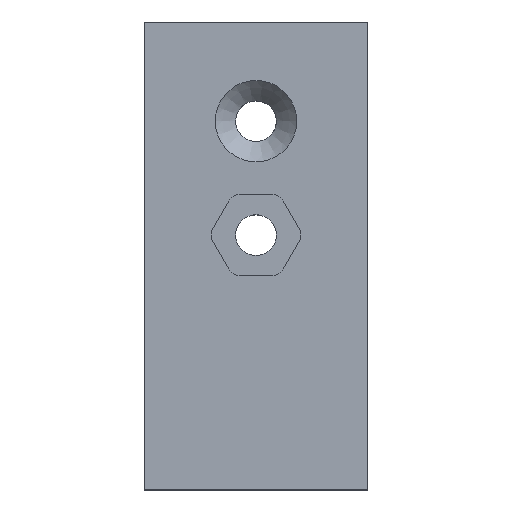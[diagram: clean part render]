
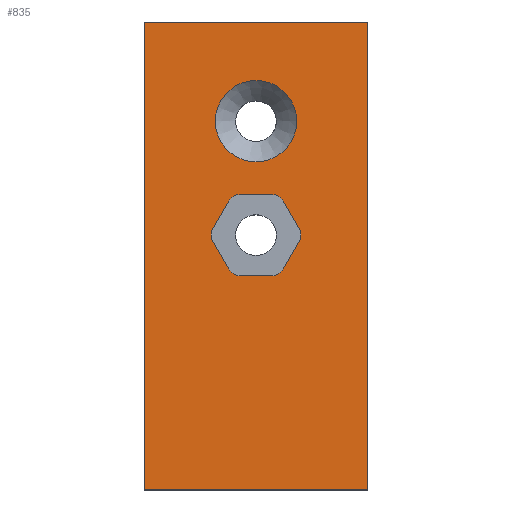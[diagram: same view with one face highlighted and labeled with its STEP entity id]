
A CAD part, top view. The second image highlights one B-rep face of the part: STEP entity #835.
In plain terms, the highlighted planar face has unit normal (0, 0, 1).
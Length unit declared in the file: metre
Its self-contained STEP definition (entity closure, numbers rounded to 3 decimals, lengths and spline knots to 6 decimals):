
#54=LINE('',#1244,#130);
#59=LINE('',#1266,#135);
#74=LINE('',#1321,#150);
#79=LINE('',#1341,#155);
#82=LINE('',#1347,#158);
#83=LINE('',#1352,#159);
#84=LINE('',#1356,#160);
#85=LINE('',#1361,#161);
#86=LINE('',#1365,#162);
#87=LINE('',#1370,#163);
#130=VECTOR('',#988,1.);
#135=VECTOR('',#995,1.);
#150=VECTOR('',#1040,1.);
#155=VECTOR('',#1059,1.);
#158=VECTOR('',#1064,1.);
#159=VECTOR('',#1067,1.);
#160=VECTOR('',#1070,1.);
#161=VECTOR('',#1075,1.);
#162=VECTOR('',#1078,1.);
#163=VECTOR('',#1083,1.);
#259=ORIENTED_EDGE('',*,*,#495,.T.);
#260=ORIENTED_EDGE('',*,*,#496,.F.);
#261=ORIENTED_EDGE('',*,*,#497,.T.);
#262=ORIENTED_EDGE('',*,*,#498,.F.);
#263=ORIENTED_EDGE('',*,*,#499,.T.);
#264=ORIENTED_EDGE('',*,*,#500,.F.);
#265=ORIENTED_EDGE('',*,*,#492,.T.);
#266=ORIENTED_EDGE('',*,*,#501,.F.);
#267=ORIENTED_EDGE('',*,*,#502,.T.);
#268=ORIENTED_EDGE('',*,*,#503,.F.);
#269=ORIENTED_EDGE('',*,*,#504,.T.);
#270=ORIENTED_EDGE('',*,*,#505,.F.);
#271=ORIENTED_EDGE('',*,*,#506,.T.);
#272=ORIENTED_EDGE('',*,*,#449,.F.);
#273=ORIENTED_EDGE('',*,*,#456,.F.);
#274=ORIENTED_EDGE('',*,*,#507,.T.);
#275=ORIENTED_EDGE('',*,*,#482,.F.);
#449=EDGE_CURVE('',#569,#570,#54,.T.);
#456=EDGE_CURVE('',#576,#569,#59,.T.);
#482=EDGE_CURVE('',#570,#599,#74,.T.);
#492=EDGE_CURVE('',#609,#607,#79,.T.);
#495=EDGE_CURVE('',#611,#612,#82,.T.);
#496=EDGE_CURVE('',#613,#612,#662,.T.);
#497=EDGE_CURVE('',#613,#614,#83,.T.);
#498=EDGE_CURVE('',#615,#614,#663,.T.);
#499=EDGE_CURVE('',#615,#616,#84,.T.);
#500=EDGE_CURVE('',#609,#616,#664,.T.);
#501=EDGE_CURVE('',#617,#607,#665,.T.);
#502=EDGE_CURVE('',#617,#618,#85,.T.);
#503=EDGE_CURVE('',#619,#618,#666,.T.);
#504=EDGE_CURVE('',#619,#620,#86,.T.);
#505=EDGE_CURVE('',#611,#620,#667,.T.);
#506=EDGE_CURVE('',#621,#621,#668,.T.);
#507=EDGE_CURVE('',#576,#599,#87,.T.);
#569=VERTEX_POINT('',#1243);
#570=VERTEX_POINT('',#1245);
#576=VERTEX_POINT('',#1267);
#599=VERTEX_POINT('',#1318);
#607=VERTEX_POINT('',#1339);
#609=VERTEX_POINT('',#1342);
#611=VERTEX_POINT('',#1348);
#612=VERTEX_POINT('',#1349);
#613=VERTEX_POINT('',#1351);
#614=VERTEX_POINT('',#1353);
#615=VERTEX_POINT('',#1355);
#616=VERTEX_POINT('',#1357);
#617=VERTEX_POINT('',#1360);
#618=VERTEX_POINT('',#1362);
#619=VERTEX_POINT('',#1364);
#620=VERTEX_POINT('',#1366);
#621=VERTEX_POINT('',#1369);
#662=CIRCLE('',#913,0.001);
#663=CIRCLE('',#914,0.001);
#664=CIRCLE('',#915,0.001);
#665=CIRCLE('',#916,0.001);
#666=CIRCLE('',#917,0.001);
#667=CIRCLE('',#918,0.001);
#668=CIRCLE('',#919,0.003);
#696=EDGE_LOOP('',(#259,#260,#261,#262,#263,#264,#265,#266,#267,#268,#269,
#270));
#697=EDGE_LOOP('',(#271));
#698=EDGE_LOOP('',(#272,#273,#274,#275));
#754=FACE_BOUND('',#696,.T.);
#755=FACE_BOUND('',#697,.T.);
#756=FACE_BOUND('',#698,.T.);
#809=PLANE('',#912);
#835=ADVANCED_FACE('',(#754,#755,#756),#809,.T.);
#912=AXIS2_PLACEMENT_3D('',#1346,#1062,#1063);
#913=AXIS2_PLACEMENT_3D('',#1350,#1065,#1066);
#914=AXIS2_PLACEMENT_3D('',#1354,#1068,#1069);
#915=AXIS2_PLACEMENT_3D('',#1358,#1071,#1072);
#916=AXIS2_PLACEMENT_3D('',#1359,#1073,#1074);
#917=AXIS2_PLACEMENT_3D('',#1363,#1076,#1077);
#918=AXIS2_PLACEMENT_3D('',#1367,#1079,#1080);
#919=AXIS2_PLACEMENT_3D('',#1368,#1081,#1082);
#988=DIRECTION('',(0.,1.,0.));
#995=DIRECTION('',(-1.,0.,0.));
#1040=DIRECTION('',(1.,0.,0.));
#1059=DIRECTION('',(-0.5,-0.866,0.));
#1062=DIRECTION('',(0.,0.,1.));
#1063=DIRECTION('',(1.,0.,0.));
#1064=DIRECTION('',(0.5,0.866,0.));
#1065=DIRECTION('',(0.,0.,1.));
#1066=DIRECTION('',(-0.5,0.866,0.));
#1067=DIRECTION('',(1.,0.,0.));
#1068=DIRECTION('',(0.,0.,1.));
#1069=DIRECTION('',(0.5,0.866,0.));
#1070=DIRECTION('',(0.5,-0.866,0.));
#1071=DIRECTION('',(0.,0.,1.));
#1072=DIRECTION('',(1.,0.,0.));
#1073=DIRECTION('',(0.,0.,1.));
#1074=DIRECTION('',(0.5,-0.866,0.));
#1075=DIRECTION('',(-1.,0.,0.));
#1076=DIRECTION('',(0.,0.,1.));
#1077=DIRECTION('',(-0.5,-0.866,0.));
#1078=DIRECTION('',(-0.5,0.866,0.));
#1079=DIRECTION('',(0.,0.,1.));
#1080=DIRECTION('',(-1.,0.,0.));
#1081=DIRECTION('',(0.,0.,-1.));
#1082=DIRECTION('',(1.,0.,0.));
#1083=DIRECTION('',(0.,1.,0.));
#1243=CARTESIAN_POINT('',(-0.00825,-0.0165,0.));
#1244=CARTESIAN_POINT('',(-0.00825,0.,0.));
#1245=CARTESIAN_POINT('',(-0.00825,0.018,0.));
#1266=CARTESIAN_POINT('',(-0.00825,-0.0165,0.));
#1267=CARTESIAN_POINT('',(0.00825,-0.0165,0.));
#1318=CARTESIAN_POINT('',(0.00825,0.018,0.));
#1321=CARTESIAN_POINT('',(-0.00825,0.018,0.));
#1339=CARTESIAN_POINT('',(0.002021,-0.00021,0.));
#1341=CARTESIAN_POINT('',(0.001504,-0.001105,0.));
#1342=CARTESIAN_POINT('',(0.003175,0.00179,0.));
#1346=CARTESIAN_POINT('',(-0.00825,0.,0.));
#1347=CARTESIAN_POINT('',(-0.004558,0.000395,0.));
#1348=CARTESIAN_POINT('',(-0.003175,0.00279,0.));
#1349=CARTESIAN_POINT('',(-0.002021,0.00479,0.));
#1350=CARTESIAN_POINT('',(-0.001155,0.00429,0.));
#1351=CARTESIAN_POINT('',(-0.001155,0.00529,0.));
#1352=CARTESIAN_POINT('',(-0.004991,0.00529,0.));
#1353=CARTESIAN_POINT('',(0.001155,0.00529,0.));
#1354=CARTESIAN_POINT('',(0.001155,0.00429,0.));
#1355=CARTESIAN_POINT('',(0.002021,0.00479,0.));
#1356=CARTESIAN_POINT('',(0.00163,0.005468,0.));
#1357=CARTESIAN_POINT('',(0.003175,0.00279,0.));
#1358=CARTESIAN_POINT('',(0.002309,0.00229,0.));
#1359=CARTESIAN_POINT('',(0.001155,0.00029,0.));
#1360=CARTESIAN_POINT('',(0.001155,-0.00071,0.));
#1361=CARTESIAN_POINT('',(-0.003259,-0.00071,0.));
#1362=CARTESIAN_POINT('',(-0.001155,-0.00071,0.));
#1363=CARTESIAN_POINT('',(-0.001155,0.00029,0.));
#1364=CARTESIAN_POINT('',(-0.002021,-0.00021,0.));
#1365=CARTESIAN_POINT('',(-0.0027,0.000968,0.));
#1366=CARTESIAN_POINT('',(-0.003175,0.00179,0.));
#1367=CARTESIAN_POINT('',(-0.002309,0.00229,0.));
#1368=CARTESIAN_POINT('',(0.,0.010688,0.));
#1369=CARTESIAN_POINT('',(0.003,0.010688,0.));
#1370=CARTESIAN_POINT('',(0.00825,0.,0.));
